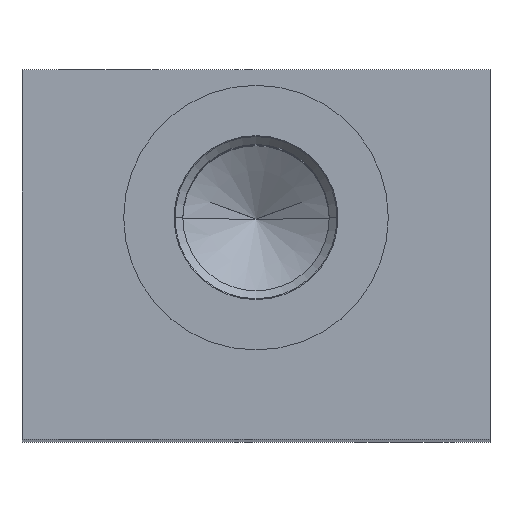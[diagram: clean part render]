
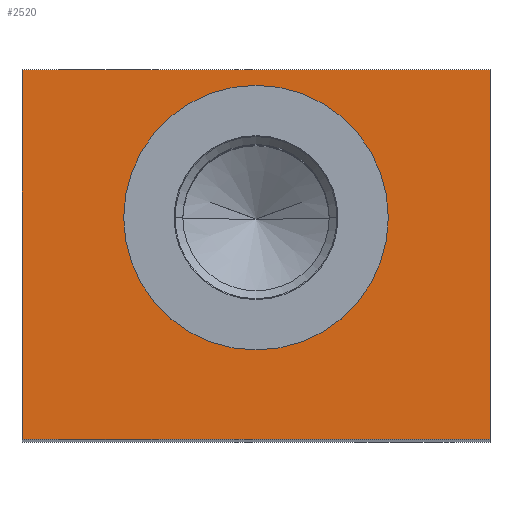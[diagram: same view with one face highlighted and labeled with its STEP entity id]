
A CAD part, top view. The second image highlights one B-rep face of the part: STEP entity #2520.
In plain terms, the highlighted planar face has unit normal (0, 0, 1).
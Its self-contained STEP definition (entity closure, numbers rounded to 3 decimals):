
#122=DIRECTION('',(0.,-1.,0.));
#123=VECTOR('',#122,30.);
#124=CARTESIAN_POINT('',(0.,30.,0.));
#125=LINE('',#124,#123);
#207=DIRECTION('',(-1.,0.,0.));
#208=VECTOR('',#207,38.);
#209=CARTESIAN_POINT('',(0.,0.,0.));
#210=LINE('',#209,#208);
#308=DIRECTION('',(-1.,0.,0.));
#309=VECTOR('',#308,38.);
#310=CARTESIAN_POINT('',(0.,30.,0.));
#311=LINE('',#310,#309);
#315=CARTESIAN_POINT('',(-19.,18.,0.));
#316=DIRECTION('',(0.,0.,1.));
#317=DIRECTION('',(-1.,0.,0.));
#318=AXIS2_PLACEMENT_3D('',#315,#316,#317);
#323=CARTESIAN_POINT('',(-19.,18.,0.));
#324=DIRECTION('',(0.,0.,1.));
#325=DIRECTION('',(1.,0.,0.));
#326=AXIS2_PLACEMENT_3D('',#323,#324,#325);
#352=DIRECTION('',(0.,-1.,0.));
#353=VECTOR('',#352,30.);
#354=CARTESIAN_POINT('',(-38.,30.,0.));
#355=LINE('',#354,#353);
#2121=CARTESIAN_POINT('',(0.,0.,0.));
#2123=VERTEX_POINT('',#2121);
#2127=CARTESIAN_POINT('',(0.,30.,0.));
#2128=VERTEX_POINT('',#2127);
#2129=CARTESIAN_POINT('',(-38.,0.,0.));
#2131=VERTEX_POINT('',#2129);
#2135=CARTESIAN_POINT('',(-38.,30.,0.));
#2136=VERTEX_POINT('',#2135);
#2155=CARTESIAN_POINT('',(-29.744,18.,0.));
#2156=CARTESIAN_POINT('',(-8.256,18.,0.));
#2157=VERTEX_POINT('',#2155);
#2158=VERTEX_POINT('',#2156);
#2502=CARTESIAN_POINT('',(0.,30.,0.));
#2503=DIRECTION('',(0.,0.,1.));
#2504=DIRECTION('',(0.,-1.,0.));
#2505=AXIS2_PLACEMENT_3D('',#2502,#2503,#2504);
#2506=PLANE('',#2505);
#2507=ORIENTED_EDGE('',*,*,#2396,.T.);
#2508=ORIENTED_EDGE('',*,*,#2439,.T.);
#2510=ORIENTED_EDGE('',*,*,#2509,.F.);
#2511=ORIENTED_EDGE('',*,*,#2482,.F.);
#2512=EDGE_LOOP('',(#2507,#2508,#2510,#2511));
#2513=FACE_OUTER_BOUND('',#2512,.F.);
#2515=ORIENTED_EDGE('',*,*,#2514,.T.);
#2517=ORIENTED_EDGE('',*,*,#2516,.T.);
#2518=EDGE_LOOP('',(#2515,#2517));
#2519=FACE_BOUND('',#2518,.F.);
#2520=ADVANCED_FACE('',(#2513,#2519),#2506,.T.);
#319=CIRCLE('',#318,10.744);
#327=CIRCLE('',#326,10.744);
#2396=EDGE_CURVE('',#2128,#2123,#125,.T.);
#2439=EDGE_CURVE('',#2123,#2131,#210,.T.);
#2482=EDGE_CURVE('',#2128,#2136,#311,.T.);
#2509=EDGE_CURVE('',#2136,#2131,#355,.T.);
#2514=EDGE_CURVE('',#2157,#2158,#319,.T.);
#2516=EDGE_CURVE('',#2158,#2157,#327,.T.);
